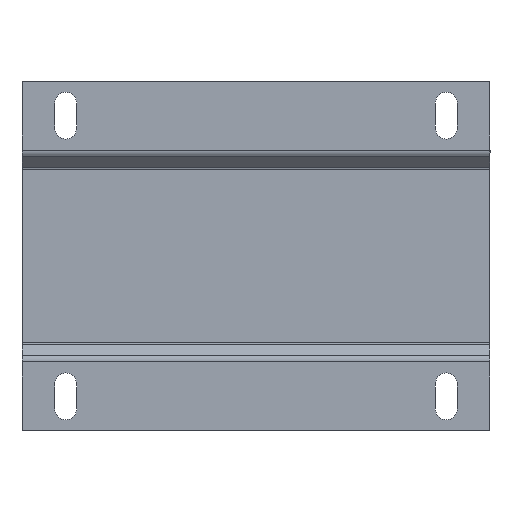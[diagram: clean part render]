
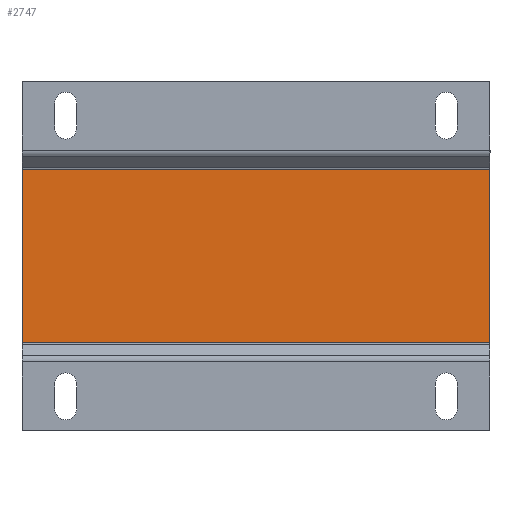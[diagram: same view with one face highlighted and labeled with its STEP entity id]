
A CAD part, front view. The second image highlights one B-rep face of the part: STEP entity #2747.
In plain terms, the highlighted planar face has unit normal (0, -1, 0).
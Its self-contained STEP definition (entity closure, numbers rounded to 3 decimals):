
#101 = CARTESIAN_POINT ( 'NONE',  ( -75., -64.5, -27.757 ) ) ;
#522 = DIRECTION ( 'NONE',  ( 0., 1., 0. ) ) ;
#748 = AXIS2_PLACEMENT_3D ( 'NONE', #6434, #522, #7102 ) ;
#883 = CARTESIAN_POINT ( 'NONE',  ( 75., -64.5, 27.757 ) ) ;
#994 = DIRECTION ( 'NONE',  ( -1., 0., 0. ) ) ;
#2296 = LINE ( 'NONE', #4812, #7314 ) ;
#2404 = VERTEX_POINT ( 'NONE', #883 ) ;
#2486 = VECTOR ( 'NONE', #994, 1000. ) ;
#2747 = ADVANCED_FACE ( 'Defeature ausgef�hrt1_98', ( #6807 ), #4519, .F. ) ;
#2927 = DIRECTION ( 'NONE',  ( -1., 0., 0. ) ) ;
#3024 = VECTOR ( 'NONE', #4362, 1000. ) ;
#3086 = CARTESIAN_POINT ( 'NONE',  ( 75., -64.5, 56. ) ) ;
#3247 = VERTEX_POINT ( 'NONE', #5173 ) ;
#3669 = EDGE_CURVE ( 'Defeature ausgef�hrt1_97+Defeature ausgef�hrt1_98+Defeature ausgef�hrt1_103+Defeature ausgef�hrt1_116', #2404, #7246, #8141, .T. ) ;
#3936 = LINE ( 'NONE', #8121, #2486 ) ;
#4155 = EDGE_CURVE ( 'Defeature ausgef�hrt1_98+Defeature ausgef�hrt1_105+Defeature ausgef�hrt1_97+Defeature ausgef�hrt1_95', #2404, #3247, #2296, .T. ) ;
#4171 = ORIENTED_EDGE ( 'NONE', *, *, #4177, .F. ) ;
#4177 = EDGE_CURVE ( 'Defeature ausgef�hrt1_118+Defeature ausgef�hrt1_98+Defeature ausgef�hrt1_116+Defeature ausgef�hrt1_117', #7246, #6575, #3936, .T. ) ;
#4193 = EDGE_CURVE ( 'Defeature ausgef�hrt1_95+Defeature ausgef�hrt1_98+Defeature ausgef�hrt1_117+Defeature ausgef�hrt1_104', #6575, #3247, #7206, .T. ) ;
#4362 = DIRECTION ( 'NONE',  ( 0., 0., -1. ) ) ;
#4519 = PLANE ( 'NONE',  #748 ) ;
#4812 = CARTESIAN_POINT ( 'NONE',  ( 0., -64.5, 27.757 ) ) ;
#5043 = DIRECTION ( 'NONE',  ( 0., 0., 1. ) ) ;
#5144 = ORIENTED_EDGE ( 'NONE', *, *, #4155, .T. ) ;
#5173 = CARTESIAN_POINT ( 'NONE',  ( -75., -64.5, 27.757 ) ) ;
#5652 = ORIENTED_EDGE ( 'NONE', *, *, #4193, .F. ) ;
#5980 = EDGE_LOOP ( 'NONE', ( #4171, #8479, #5144, #5652 ) ) ;
#6150 = CARTESIAN_POINT ( 'NONE',  ( 75., -64.5, -27.757 ) ) ;
#6434 = CARTESIAN_POINT ( 'NONE',  ( 0., -64.5, 0. ) ) ;
#6572 = VECTOR ( 'NONE', #5043, 1000. ) ;
#6575 = VERTEX_POINT ( 'NONE', #101 ) ;
#6807 = FACE_OUTER_BOUND ( 'NONE', #5980, .T. ) ;
#7102 = DIRECTION ( 'NONE',  ( 1., 0., 0. ) ) ;
#7206 = LINE ( 'NONE', #8290, #6572 ) ;
#7246 = VERTEX_POINT ( 'NONE', #6150 ) ;
#7314 = VECTOR ( 'NONE', #2927, 1000. ) ;
#8121 = CARTESIAN_POINT ( 'NONE',  ( 0., -64.5, -27.757 ) ) ;
#8141 = LINE ( 'NONE', #3086, #3024 ) ;
#8290 = CARTESIAN_POINT ( 'NONE',  ( -75., -64.5, 56. ) ) ;
#8479 = ORIENTED_EDGE ( 'NONE', *, *, #3669, .F. ) ;
